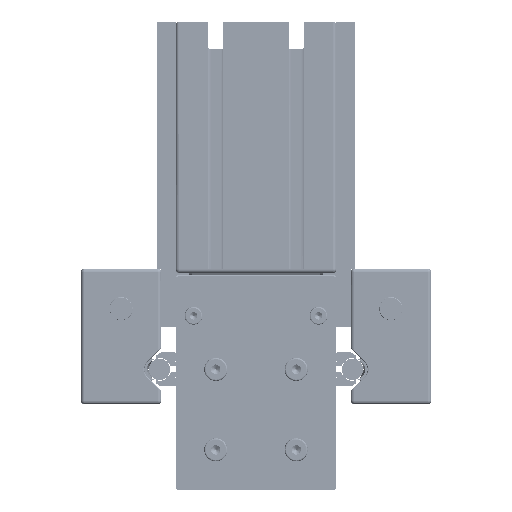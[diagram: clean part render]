
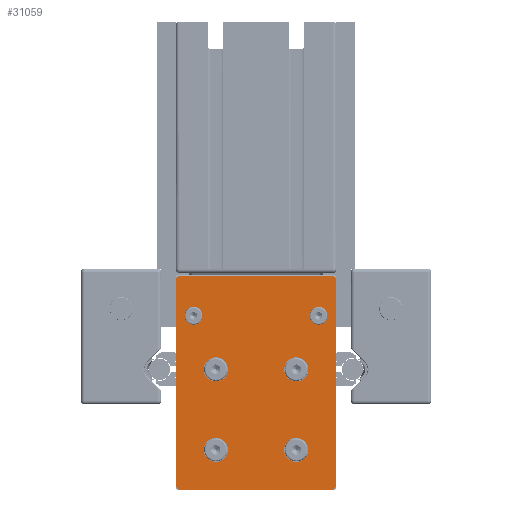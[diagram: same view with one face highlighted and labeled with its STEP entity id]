
A CAD part, front view. The second image highlights one B-rep face of the part: STEP entity #31059.
In plain terms, the highlighted face is planar.
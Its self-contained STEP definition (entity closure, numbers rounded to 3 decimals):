
#2113=LINE($,#48108,#4500);
#2119=LINE($,#48119,#4506);
#2126=LINE($,#48142,#4513);
#2129=LINE($,#48147,#4516);
#2130=LINE($,#48150,#4517);
#2133=LINE($,#48155,#4520);
#2134=LINE($,#48158,#4521);
#2136=LINE($,#48185,#4523);
#4500=VECTOR($,#37639,2.828);
#4506=VECTOR($,#37647,86.);
#4513=VECTOR($,#37666,2.828);
#4516=VECTOR($,#37671,116.);
#4517=VECTOR($,#37674,2.828);
#4520=VECTOR($,#37679,86.);
#4521=VECTOR($,#37682,2.828);
#4523=VECTOR($,#37718,116.);
#6801=PLANE($,#33187);
#8374=FACE_BOUND($,#10918,.T.);
#8375=FACE_BOUND($,#10919,.T.);
#8376=FACE_BOUND($,#10920,.T.);
#8377=FACE_BOUND($,#10921,.T.);
#8378=FACE_BOUND($,#10922,.T.);
#8379=FACE_BOUND($,#10923,.T.);
#8380=FACE_BOUND($,#10924,.T.);
#10918=EDGE_LOOP($,(#23058));
#10919=EDGE_LOOP($,(#23059));
#10920=EDGE_LOOP($,(#23060,#23061,#23062,#23063,#23064,#23065,#23066,#23067));
#10921=EDGE_LOOP($,(#23068));
#10922=EDGE_LOOP($,(#23069));
#10923=EDGE_LOOP($,(#23070));
#10924=EDGE_LOOP($,(#23071));
#13000=CIRCLE($,#33148,6.75);
#13004=CIRCLE($,#33155,6.75);
#13012=CIRCLE($,#33174,6.75);
#13015=CIRCLE($,#33180,6.75);
#13016=CIRCLE($,#33183,3.25);
#13017=CIRCLE($,#33185,3.25);
#14833=VERTEX_POINT($,#48089);
#14837=VERTEX_POINT($,#48100);
#14839=VERTEX_POINT($,#48106);
#14840=VERTEX_POINT($,#48107);
#14844=VERTEX_POINT($,#48117);
#14854=VERTEX_POINT($,#48141);
#14855=VERTEX_POINT($,#48145);
#14856=VERTEX_POINT($,#48149);
#14857=VERTEX_POINT($,#48153);
#14858=VERTEX_POINT($,#48157);
#14861=VERTEX_POINT($,#48166);
#14864=VERTEX_POINT($,#48175);
#14865=VERTEX_POINT($,#48179);
#14866=VERTEX_POINT($,#48182);
#17958=EDGE_CURVE($,#14833,#14833,#13000,.T.);
#17962=EDGE_CURVE($,#14837,#14837,#13004,.T.);
#17964=EDGE_CURVE($,#14839,#14840,#2113,.T.);
#17970=EDGE_CURVE($,#14844,#14839,#2119,.T.);
#17981=EDGE_CURVE($,#14854,#14844,#2126,.T.);
#17984=EDGE_CURVE($,#14855,#14854,#2129,.T.);
#17985=EDGE_CURVE($,#14856,#14855,#2130,.T.);
#17988=EDGE_CURVE($,#14857,#14856,#2133,.T.);
#17989=EDGE_CURVE($,#14858,#14857,#2134,.T.);
#17993=EDGE_CURVE($,#14861,#14861,#13012,.T.);
#17996=EDGE_CURVE($,#14864,#14864,#13015,.T.);
#17997=EDGE_CURVE($,#14865,#14865,#13016,.T.);
#17998=EDGE_CURVE($,#14866,#14866,#13017,.T.);
#17999=EDGE_CURVE($,#14840,#14858,#2136,.T.);
#23058=ORIENTED_EDGE($,*,*,#17958,.T.);
#23059=ORIENTED_EDGE($,*,*,#17962,.T.);
#23060=ORIENTED_EDGE($,*,*,#17964,.F.);
#23061=ORIENTED_EDGE($,*,*,#17970,.F.);
#23062=ORIENTED_EDGE($,*,*,#17981,.F.);
#23063=ORIENTED_EDGE($,*,*,#17984,.F.);
#23064=ORIENTED_EDGE($,*,*,#17985,.F.);
#23065=ORIENTED_EDGE($,*,*,#17988,.F.);
#23066=ORIENTED_EDGE($,*,*,#17989,.F.);
#23067=ORIENTED_EDGE($,*,*,#17999,.F.);
#23068=ORIENTED_EDGE($,*,*,#17993,.T.);
#23069=ORIENTED_EDGE($,*,*,#17996,.T.);
#23070=ORIENTED_EDGE($,*,*,#17997,.T.);
#23071=ORIENTED_EDGE($,*,*,#17998,.T.);
#31059=ADVANCED_FACE($,(#8374,#8375,#8376,#8377,#8378,#8379,#8380),#6801,
 .T.);
#33148=AXIS2_PLACEMENT_3D($,#48090,#37617,#37618);
#33155=AXIS2_PLACEMENT_3D($,#48101,#37631,#37632);
#33174=AXIS2_PLACEMENT_3D($,#48167,#37692,#37693);
#33180=AXIS2_PLACEMENT_3D($,#48176,#37704,#37705);
#33183=AXIS2_PLACEMENT_3D($,#48180,#37710,#37711);
#33185=AXIS2_PLACEMENT_3D($,#48183,#37714,#37715);
#33187=AXIS2_PLACEMENT_3D($,#48186,#37719,#37720);
#37617=DIRECTION('center_axis',(0.,0.,-1.));
#37618=DIRECTION('ref_axis',(1.,0.,0.));
#37631=DIRECTION('center_axis',(0.,0.,-1.));
#37632=DIRECTION('ref_axis',(1.,0.,0.));
#37639=DIRECTION($,(0.707,-0.707,0.));
#37647=DIRECTION($,(1.,0.,0.));
#37666=DIRECTION($,(0.707,0.707,0.));
#37671=DIRECTION($,(0.,1.,0.));
#37674=DIRECTION($,(-0.707,0.707,0.));
#37679=DIRECTION($,(-1.,0.,0.));
#37682=DIRECTION($,(-0.707,-0.707,0.));
#37692=DIRECTION('center_axis',(0.,0.,-1.));
#37693=DIRECTION('ref_axis',(1.,0.,0.));
#37704=DIRECTION('center_axis',(0.,0.,-1.));
#37705=DIRECTION('ref_axis',(1.,0.,0.));
#37710=DIRECTION('center_axis',(0.,0.,-1.));
#37711=DIRECTION('ref_axis',(1.,0.,0.));
#37714=DIRECTION('center_axis',(0.,0.,-1.));
#37715=DIRECTION('ref_axis',(1.,0.,0.));
#37718=DIRECTION($,(0.,-1.,0.));
#37719=DIRECTION('center_axis',(0.,0.,1.));
#37720=DIRECTION('ref_axis',(1.,0.,0.));
#48089=CARTESIAN_POINT('',(29.25,67.5,10.));
#48090=CARTESIAN_POINT('Origin',(22.5,67.5,10.));
#48100=CARTESIAN_POINT('',(29.25,22.5,10.));
#48101=CARTESIAN_POINT('Origin',(22.5,22.5,10.));
#48106=CARTESIAN_POINT('',(88.,120.,10.));
#48107=CARTESIAN_POINT('',(90.,118.,10.));
#48108=CARTESIAN_POINT($,(92.75,115.25,10.));
#48117=CARTESIAN_POINT('',(2.,120.,10.));
#48119=CARTESIAN_POINT($,(90.,120.,10.));
#48141=CARTESIAN_POINT('',(0.,118.,10.));
#48142=CARTESIAN_POINT($,(-2.75,115.25,10.));
#48145=CARTESIAN_POINT('',(0.,2.,10.));
#48147=CARTESIAN_POINT($,(0.,120.,10.));
#48149=CARTESIAN_POINT('',(2.,0.,10.));
#48150=CARTESIAN_POINT($,(-2.75,4.75,10.));
#48153=CARTESIAN_POINT('',(88.,0.,10.));
#48155=CARTESIAN_POINT($,(0.,0.,10.));
#48157=CARTESIAN_POINT('',(90.,2.,10.));
#48158=CARTESIAN_POINT($,(92.75,4.75,10.));
#48166=CARTESIAN_POINT('',(74.25,67.5,10.));
#48167=CARTESIAN_POINT('Origin',(67.5,67.5,10.));
#48175=CARTESIAN_POINT('',(74.25,22.5,10.));
#48176=CARTESIAN_POINT('Origin',(67.5,22.5,10.));
#48179=CARTESIAN_POINT('',(83.25,97.5,10.));
#48180=CARTESIAN_POINT('Origin',(80.,97.5,10.));
#48182=CARTESIAN_POINT('',(13.25,97.5,10.));
#48183=CARTESIAN_POINT('Origin',(10.,97.5,10.));
#48185=CARTESIAN_POINT($,(90.,0.,10.));
#48186=CARTESIAN_POINT('Origin',(45.,60.,10.));
